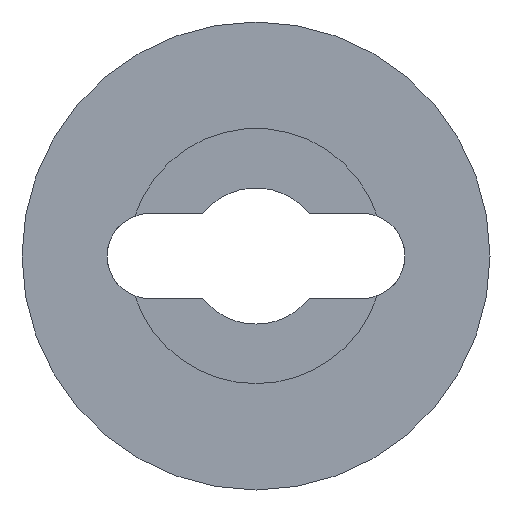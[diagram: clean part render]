
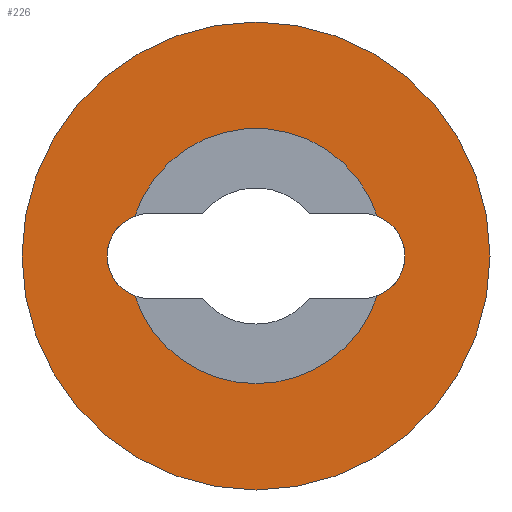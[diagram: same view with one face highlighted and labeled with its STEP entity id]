
A CAD part, front view. The second image highlights one B-rep face of the part: STEP entity #226.
In plain terms, the highlighted planar face has unit normal (0, -1, 0).
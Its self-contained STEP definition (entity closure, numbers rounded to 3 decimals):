
#3 = VERTEX_POINT ( 'NONE', #252 ) ;
#8 = CARTESIAN_POINT ( 'NONE',  ( 0., 0., 0. ) ) ;
#20 = CARTESIAN_POINT ( 'NONE',  ( 0., 0., -11. ) ) ;
#23 = DIRECTION ( 'NONE',  ( 0., 0., -1. ) ) ;
#41 = EDGE_CURVE ( 'NONE', #3, #369, #814, .T. ) ;
#52 = EDGE_CURVE ( 'NONE', #3, #117, #214, .T. ) ;
#53 = FACE_BOUND ( 'NONE', #168, .T. ) ;
#67 = DIRECTION ( 'NONE',  ( 0., 0., -1. ) ) ;
#76 = VERTEX_POINT ( 'NONE', #131 ) ;
#80 = DIRECTION ( 'NONE',  ( 0., 0., -1. ) ) ;
#85 = CIRCLE ( 'NONE', #549, 2. ) ;
#95 = AXIS2_PLACEMENT_3D ( 'NONE', #778, #271, #67 ) ;
#99 = AXIS2_PLACEMENT_3D ( 'NONE', #621, #793, #795 ) ;
#116 = EDGE_CURVE ( 'NONE', #369, #239, #156, .T. ) ;
#117 = VERTEX_POINT ( 'NONE', #723 ) ;
#131 = CARTESIAN_POINT ( 'NONE',  ( 0., 0., 11. ) ) ;
#132 = CARTESIAN_POINT ( 'NONE',  ( 11., 0., 0. ) ) ;
#136 = CARTESIAN_POINT ( 'NONE',  ( 5.7, 0., 1.873 ) ) ;
#140 = DIRECTION ( 'NONE',  ( 0., 1., 0. ) ) ;
#153 = CARTESIAN_POINT ( 'NONE',  ( 5., 0., 0. ) ) ;
#154 = ORIENTED_EDGE ( 'NONE', *, *, #116, .F. ) ;
#156 = CIRCLE ( 'NONE', #453, 6. ) ;
#165 = EDGE_CURVE ( 'NONE', #810, #76, #496, .T. ) ;
#168 = EDGE_LOOP ( 'NONE', ( #366, #375, #634, #154, #264, #242, #378 ) ) ;
#176 = CARTESIAN_POINT ( 'NONE',  ( -5.7, 0., 1.873 ) ) ;
#195 = DIRECTION ( 'NONE',  ( 0., 1., 0. ) ) ;
#200 = AXIS2_PLACEMENT_3D ( 'NONE', #411, #337, #602 ) ;
#201 = CARTESIAN_POINT ( 'NONE',  ( 0., 0., 0. ) ) ;
#204 = CIRCLE ( 'NONE', #99, 6. ) ;
#209 = CARTESIAN_POINT ( 'NONE',  ( 0., 0., -6. ) ) ;
#214 = CIRCLE ( 'NONE', #200, 2. ) ;
#222 = DIRECTION ( 'NONE',  ( 0., -1., 0. ) ) ;
#226 = ADVANCED_FACE ( 'NONE', ( #644, #53 ), #319, .T. ) ;
#229 = CIRCLE ( 'NONE', #440, 2. ) ;
#239 = VERTEX_POINT ( 'NONE', #268 ) ;
#242 = ORIENTED_EDGE ( 'NONE', *, *, #52, .T. ) ;
#244 = AXIS2_PLACEMENT_3D ( 'NONE', #132, #757, #407 ) ;
#252 = CARTESIAN_POINT ( 'NONE',  ( -5.7, 0., -1.873 ) ) ;
#263 = DIRECTION ( 'NONE',  ( 0., -1., 0. ) ) ;
#264 = ORIENTED_EDGE ( 'NONE', *, *, #41, .F. ) ;
#268 = CARTESIAN_POINT ( 'NONE',  ( 5.7, 0., -1.873 ) ) ;
#269 = VERTEX_POINT ( 'NONE', #136 ) ;
#271 = DIRECTION ( 'NONE',  ( 0., -1., 0. ) ) ;
#281 = EDGE_CURVE ( 'NONE', #269, #408, #229, .T. ) ;
#292 = DIRECTION ( 'NONE',  ( 0., 1., 0. ) ) ;
#305 = CARTESIAN_POINT ( 'NONE',  ( 7., 0., 0. ) ) ;
#319 = PLANE ( 'NONE',  #244 ) ;
#337 = DIRECTION ( 'NONE',  ( 0., 1., 0. ) ) ;
#346 = ORIENTED_EDGE ( 'NONE', *, *, #165, .T. ) ;
#352 = AXIS2_PLACEMENT_3D ( 'NONE', #8, #543, #80 ) ;
#366 = ORIENTED_EDGE ( 'NONE', *, *, #792, .F. ) ;
#369 = VERTEX_POINT ( 'NONE', #209 ) ;
#375 = ORIENTED_EDGE ( 'NONE', *, *, #281, .T. ) ;
#378 = ORIENTED_EDGE ( 'NONE', *, *, #529, .T. ) ;
#387 = CIRCLE ( 'NONE', #352, 11. ) ;
#407 = DIRECTION ( 'NONE',  ( 0., 0., -1. ) ) ;
#408 = VERTEX_POINT ( 'NONE', #305 ) ;
#411 = CARTESIAN_POINT ( 'NONE',  ( -5., 0., 0. ) ) ;
#434 = CARTESIAN_POINT ( 'NONE',  ( 5., 0., 0. ) ) ;
#440 = AXIS2_PLACEMENT_3D ( 'NONE', #153, #140, #615 ) ;
#453 = AXIS2_PLACEMENT_3D ( 'NONE', #790, #222, #23 ) ;
#457 = CARTESIAN_POINT ( 'NONE',  ( -5., 0., 0. ) ) ;
#466 = DIRECTION ( 'NONE',  ( 0., 0., -1. ) ) ;
#469 = AXIS2_PLACEMENT_3D ( 'NONE', #434, #292, #736 ) ;
#496 = CIRCLE ( 'NONE', #798, 11. ) ;
#516 = VERTEX_POINT ( 'NONE', #176 ) ;
#529 = EDGE_CURVE ( 'NONE', #117, #516, #85, .T. ) ;
#543 = DIRECTION ( 'NONE',  ( 0., -1., 0. ) ) ;
#549 = AXIS2_PLACEMENT_3D ( 'NONE', #457, #195, #466 ) ;
#551 = EDGE_LOOP ( 'NONE', ( #346, #776 ) ) ;
#602 = DIRECTION ( 'NONE',  ( 0., 0., -1. ) ) ;
#615 = DIRECTION ( 'NONE',  ( 0., 0., -1. ) ) ;
#621 = CARTESIAN_POINT ( 'NONE',  ( 0., 0., 0. ) ) ;
#634 = ORIENTED_EDGE ( 'NONE', *, *, #834, .T. ) ;
#644 = FACE_OUTER_BOUND ( 'NONE', #551, .T. ) ;
#645 = EDGE_CURVE ( 'NONE', #76, #810, #387, .T. ) ;
#657 = DIRECTION ( 'NONE',  ( 0., 0., -1. ) ) ;
#684 = CIRCLE ( 'NONE', #469, 2. ) ;
#723 = CARTESIAN_POINT ( 'NONE',  ( -7., 0., 0. ) ) ;
#736 = DIRECTION ( 'NONE',  ( 0., 0., -1. ) ) ;
#757 = DIRECTION ( 'NONE',  ( 0., -1., 0. ) ) ;
#776 = ORIENTED_EDGE ( 'NONE', *, *, #645, .T. ) ;
#778 = CARTESIAN_POINT ( 'NONE',  ( 0., 0., 0. ) ) ;
#790 = CARTESIAN_POINT ( 'NONE',  ( 0., 0., 0. ) ) ;
#792 = EDGE_CURVE ( 'NONE', #269, #516, #204, .T. ) ;
#793 = DIRECTION ( 'NONE',  ( 0., -1., 0. ) ) ;
#795 = DIRECTION ( 'NONE',  ( 0., 0., -1. ) ) ;
#798 = AXIS2_PLACEMENT_3D ( 'NONE', #201, #263, #657 ) ;
#810 = VERTEX_POINT ( 'NONE', #20 ) ;
#814 = CIRCLE ( 'NONE', #95, 6. ) ;
#834 = EDGE_CURVE ( 'NONE', #408, #239, #684, .T. ) ;
